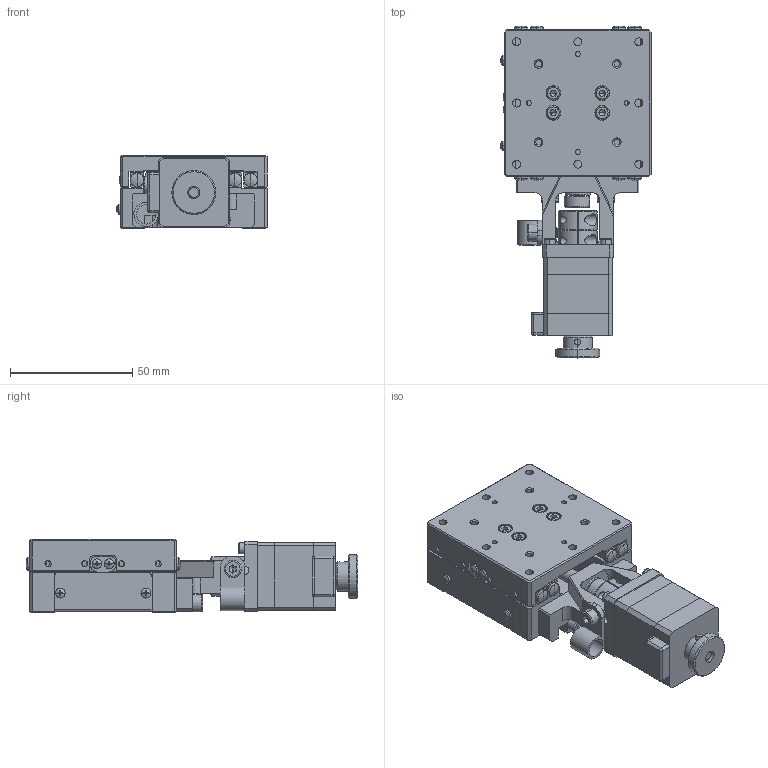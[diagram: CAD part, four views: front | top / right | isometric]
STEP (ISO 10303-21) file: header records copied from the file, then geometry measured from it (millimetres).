
FILE_DESCRIPTION (( 'STEP AP203' ), '1' );
FILE_NAME ('CXP20-60.step', '2019-05-06T07:45:53', ( '' ), ( '' ), 'SwSTEP 2.0', 'SolidWorks 2017', '' );
FILE_SCHEMA (( 'CONFIG_CONTROL_DESIGN' ));
Length unit declared in the file: millimetre
Products named in the file (1): CXP20-60
Bounding box: 61.68 x 135.7 x 30 mm (x, y, z)
Surface area: 45171 mm2 (no closed solid volume)
Topology: 0 solids, 73 shells, 819 faces, 2820 edges, 1956 vertices
Faces by surface type: plane 502, cylinder 186, cone 69, torus 32, bspline 16, sphere 14
Entity records: 30843 total; most frequent: CARTESIAN_POINT 6669, DIRECTION 5125, ORIENTED_EDGE 4436, EDGE_CURVE 2774, VERTEX_POINT 1956, LINE 1765, VECTOR 1765, AXIS2_PLACEMENT_3D 1680
